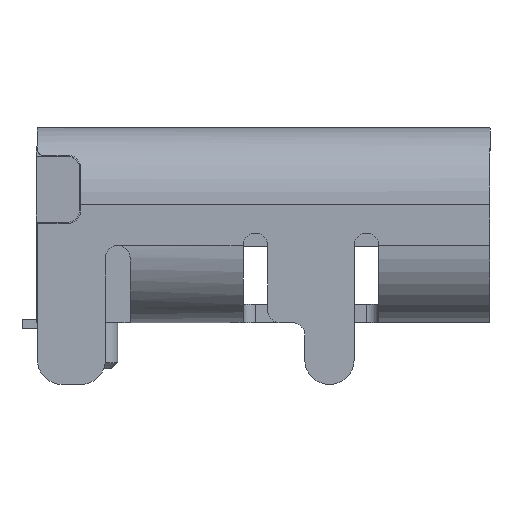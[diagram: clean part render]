
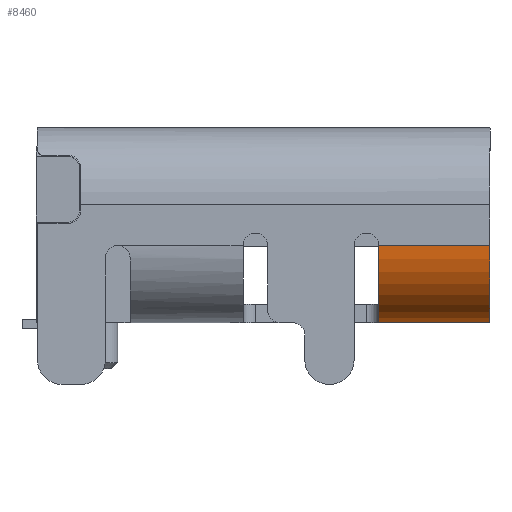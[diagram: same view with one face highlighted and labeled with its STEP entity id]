
A CAD part, left-side view. The second image highlights one B-rep face of the part: STEP entity #8460.
In plain terms, the highlighted cylindrical face has radius 1.25 mm (diameter 2.5 mm), a partial arc.
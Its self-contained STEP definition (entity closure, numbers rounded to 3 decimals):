
#100 = PLANE('',#101);
#101 = AXIS2_PLACEMENT_3D('',#102,#103,#104);
#102 = CARTESIAN_POINT('',(-3.22,2.34,
    0.1));
#103 = DIRECTION('',(0.,0.,-1.));
#104 = DIRECTION('',(0.,1.,0.));
#321 = VERTEX_POINT('',#322);
#322 = CARTESIAN_POINT('',(-3.22,-4.99,
    0.1));
#338 = PLANE('',#339);
#339 = AXIS2_PLACEMENT_3D('',#340,#341,#342);
#340 = CARTESIAN_POINT('',(3.22,-4.99,1.35)
  );
#341 = DIRECTION('',(0.,-1.,0.));
#342 = DIRECTION('',(1.,0.,0.));
#350 = EDGE_CURVE('',#351,#321,#353,.T.);
#351 = VERTEX_POINT('',#352);
#352 = CARTESIAN_POINT('',(-3.22,-3.19,
    0.1));
#353 = SURFACE_CURVE('',#354,(#358,#365),.PCURVE_S1.);
#354 = LINE('',#355,#356);
#355 = CARTESIAN_POINT('',(-3.22,2.34,
    0.1));
#356 = VECTOR('',#357,1.);
#357 = DIRECTION('',(0.,-1.,0.));
#358 = PCURVE('',#100,#359);
#359 = DEFINITIONAL_REPRESENTATION('',(#360),#364);
#360 = LINE('',#361,#362);
#361 = CARTESIAN_POINT('',(0.,0.));
#362 = VECTOR('',#363,1.);
#363 = DIRECTION('',(-1.,0.));
#364 = ( GEOMETRIC_REPRESENTATION_CONTEXT(2) 
PARAMETRIC_REPRESENTATION_CONTEXT() REPRESENTATION_CONTEXT('2D SPACE',''
  ) );
#365 = PCURVE('',#366,#371);
#366 = CYLINDRICAL_SURFACE('',#367,1.25);
#367 = AXIS2_PLACEMENT_3D('',#368,#369,#370);
#368 = CARTESIAN_POINT('',(-3.22,2.34,1.35)
  );
#369 = DIRECTION('',(0.,-1.,0.));
#370 = DIRECTION('',(-1.,-0.,0.));
#371 = DEFINITIONAL_REPRESENTATION('',(#372),#376);
#372 = LINE('',#373,#374);
#373 = CARTESIAN_POINT('',(1.571,0.));
#374 = VECTOR('',#375,1.);
#375 = DIRECTION('',(0.,1.));
#376 = ( GEOMETRIC_REPRESENTATION_CONTEXT(2) 
PARAMETRIC_REPRESENTATION_CONTEXT() REPRESENTATION_CONTEXT('2D SPACE',''
  ) );
#394 = PLANE('',#395);
#395 = AXIS2_PLACEMENT_3D('',#396,#397,#398);
#396 = CARTESIAN_POINT('',(-2.27,-3.19,1.55
    ));
#397 = DIRECTION('',(0.,-1.,0.));
#398 = DIRECTION('',(0.,0.,-1.));
#4462 = VERTEX_POINT('',#4463);
#4463 = CARTESIAN_POINT('',(-4.47,-4.99,
    1.35));
#4477 = PLANE('',#4478);
#4478 = AXIS2_PLACEMENT_3D('',#4479,#4480,#4481);
#4479 = CARTESIAN_POINT('',(-4.47,2.34,
    1.35));
#4480 = DIRECTION('',(-1.,0.,0.));
#4481 = DIRECTION('',(0.,1.,0.));
#4489 = EDGE_CURVE('',#321,#4462,#4490,.T.);
#4490 = SURFACE_CURVE('',#4491,(#4496,#4507),.PCURVE_S1.);
#4491 = CIRCLE('',#4492,1.25);
#4492 = AXIS2_PLACEMENT_3D('',#4493,#4494,#4495);
#4493 = CARTESIAN_POINT('',(-3.22,-4.99,
    1.35));
#4494 = DIRECTION('',(0.,1.,0.));
#4495 = DIRECTION('',(-1.,0.,0.));
#4496 = PCURVE('',#338,#4497);
#4497 = DEFINITIONAL_REPRESENTATION('',(#4498),#4506);
#4498 = ( BOUNDED_CURVE() B_SPLINE_CURVE(2,(#4499,#4500,#4501,#4502,
#4503,#4504,#4505),.UNSPECIFIED.,.T.,.F.) B_SPLINE_CURVE_WITH_KNOTS((1,2
    ,2,2,2,1),(-2.094,0.,2.094,4.189,
6.283,8.378),.UNSPECIFIED.) CURVE() 
GEOMETRIC_REPRESENTATION_ITEM() RATIONAL_B_SPLINE_CURVE((1.,0.5,1.,0.5,
1.,0.5,1.)) REPRESENTATION_ITEM('') );
#4499 = CARTESIAN_POINT('',(-7.69,0.));
#4500 = CARTESIAN_POINT('',(-7.69,2.165));
#4501 = CARTESIAN_POINT('',(-5.815,1.083));
#4502 = CARTESIAN_POINT('',(-3.94,0.));
#4503 = CARTESIAN_POINT('',(-5.815,-1.083));
#4504 = CARTESIAN_POINT('',(-7.69,-2.165));
#4505 = CARTESIAN_POINT('',(-7.69,0.));
#4506 = ( GEOMETRIC_REPRESENTATION_CONTEXT(2) 
PARAMETRIC_REPRESENTATION_CONTEXT() REPRESENTATION_CONTEXT('2D SPACE',''
  ) );
#4507 = PCURVE('',#366,#4508);
#4508 = DEFINITIONAL_REPRESENTATION('',(#4509),#4513);
#4509 = LINE('',#4510,#4511);
#4510 = CARTESIAN_POINT('',(6.283,7.33));
#4511 = VECTOR('',#4512,1.);
#4512 = DIRECTION('',(-1.,0.));
#4513 = ( GEOMETRIC_REPRESENTATION_CONTEXT(2) 
PARAMETRIC_REPRESENTATION_CONTEXT() REPRESENTATION_CONTEXT('2D SPACE',''
  ) );
#8460 = ADVANCED_FACE('',(#8461),#366,.T.);
#8461 = FACE_BOUND('',#8462,.T.);
#8462 = EDGE_LOOP('',(#8463,#8487,#8488,#8489));
#8463 = ORIENTED_EDGE('',*,*,#8464,.T.);
#8464 = EDGE_CURVE('',#8465,#351,#8467,.T.);
#8465 = VERTEX_POINT('',#8466);
#8466 = CARTESIAN_POINT('',(-4.47,-3.19,
    1.35));
#8467 = SURFACE_CURVE('',#8468,(#8473,#8480),.PCURVE_S1.);
#8468 = CIRCLE('',#8469,1.25);
#8469 = AXIS2_PLACEMENT_3D('',#8470,#8471,#8472);
#8470 = CARTESIAN_POINT('',(-3.22,-3.19,1.35
    ));
#8471 = DIRECTION('',(0.,-1.,0.));
#8472 = DIRECTION('',(0.,0.,-1.));
#8473 = PCURVE('',#366,#8474);
#8474 = DEFINITIONAL_REPRESENTATION('',(#8475),#8479);
#8475 = LINE('',#8476,#8477);
#8476 = CARTESIAN_POINT('',(-4.712,5.53));
#8477 = VECTOR('',#8478,1.);
#8478 = DIRECTION('',(1.,0.));
#8479 = ( GEOMETRIC_REPRESENTATION_CONTEXT(2) 
PARAMETRIC_REPRESENTATION_CONTEXT() REPRESENTATION_CONTEXT('2D SPACE',''
  ) );
#8480 = PCURVE('',#394,#8481);
#8481 = DEFINITIONAL_REPRESENTATION('',(#8482),#8486);
#8482 = CIRCLE('',#8483,1.25);
#8483 = AXIS2_PLACEMENT_2D('',#8484,#8485);
#8484 = CARTESIAN_POINT('',(0.2,-0.95));
#8485 = DIRECTION('',(1.,0.));
#8486 = ( GEOMETRIC_REPRESENTATION_CONTEXT(2) 
PARAMETRIC_REPRESENTATION_CONTEXT() REPRESENTATION_CONTEXT('2D SPACE',''
  ) );
#8487 = ORIENTED_EDGE('',*,*,#350,.T.);
#8488 = ORIENTED_EDGE('',*,*,#4489,.T.);
#8489 = ORIENTED_EDGE('',*,*,#8490,.F.);
#8490 = EDGE_CURVE('',#8465,#4462,#8491,.T.);
#8491 = SURFACE_CURVE('',#8492,(#8496,#8503),.PCURVE_S1.);
#8492 = LINE('',#8493,#8494);
#8493 = CARTESIAN_POINT('',(-4.47,2.34,
    1.35));
#8494 = VECTOR('',#8495,1.);
#8495 = DIRECTION('',(0.,-1.,0.));
#8496 = PCURVE('',#366,#8497);
#8497 = DEFINITIONAL_REPRESENTATION('',(#8498),#8502);
#8498 = LINE('',#8499,#8500);
#8499 = CARTESIAN_POINT('',(0.,0.));
#8500 = VECTOR('',#8501,1.);
#8501 = DIRECTION('',(0.,1.));
#8502 = ( GEOMETRIC_REPRESENTATION_CONTEXT(2) 
PARAMETRIC_REPRESENTATION_CONTEXT() REPRESENTATION_CONTEXT('2D SPACE',''
  ) );
#8503 = PCURVE('',#4477,#8504);
#8504 = DEFINITIONAL_REPRESENTATION('',(#8505),#8509);
#8505 = LINE('',#8506,#8507);
#8506 = CARTESIAN_POINT('',(0.,0.));
#8507 = VECTOR('',#8508,1.);
#8508 = DIRECTION('',(-1.,0.));
#8509 = ( GEOMETRIC_REPRESENTATION_CONTEXT(2) 
PARAMETRIC_REPRESENTATION_CONTEXT() REPRESENTATION_CONTEXT('2D SPACE',''
  ) );
